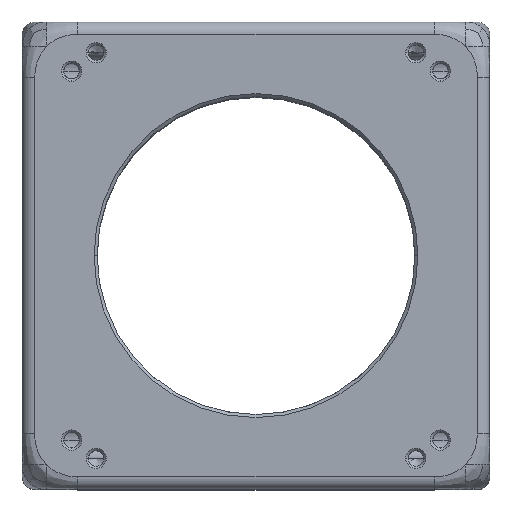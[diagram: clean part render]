
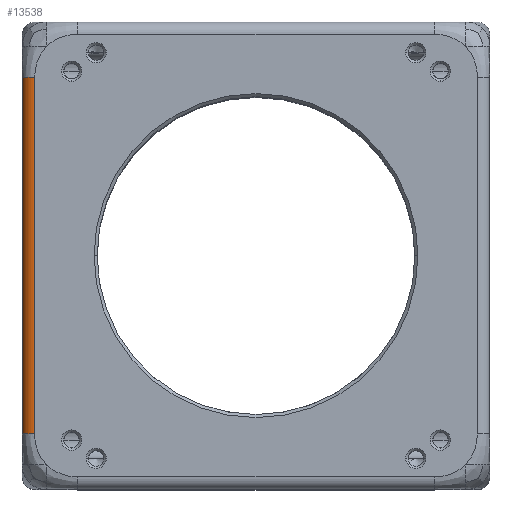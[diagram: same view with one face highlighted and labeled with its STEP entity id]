
A CAD part, top view. The second image highlights one B-rep face of the part: STEP entity #13538.
In plain terms, the highlighted cylindrical face has radius 2 mm (diameter 4 mm), a partial arc.
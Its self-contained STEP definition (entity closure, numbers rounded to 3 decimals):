
#195 = CARTESIAN_POINT ( 'NONE',  ( -37.948, -29., 74.523 ) ) ;
#224 = CARTESIAN_POINT ( 'NONE',  ( -36., -29., 76. ) ) ;
#665 = FACE_OUTER_BOUND ( 'NONE', #1283, .T. ) ;
#843 = VERTEX_POINT ( 'NONE', #224 ) ;
#997 = CARTESIAN_POINT ( 'NONE',  ( -36., 29., 76. ) ) ;
#1283 = EDGE_LOOP ( 'NONE', ( #19078, #10575, #6716, #22023 ) ) ;
#1884 = LINE ( 'NONE', #7126, #9837 ) ;
#2976 = B_SPLINE_CURVE_WITH_KNOTS ( 'NONE', 3,
 ( #29168, #18045, #27223, #24662, #6043, #15212, #24368, #195, #9196, #27670 ),
 .UNSPECIFIED., .F., .F.,
 ( 4, 2, 2, 2, 4 ),
 ( 0., 0.25, 0.5, 0.75, 1. ),
 .UNSPECIFIED. ) ;
#3496 = CARTESIAN_POINT ( 'NONE',  ( -36., 0., 74. ) ) ;
#3623 = VERTEX_POINT ( 'NONE', #997 ) ;
#3984 = EDGE_CURVE ( 'NONE', #843, #19163, #2976, .T. ) ;
#4056 = CARTESIAN_POINT ( 'NONE',  ( -37.007, 29., 75.748 ) ) ;
#5241 = EDGE_CURVE ( 'NONE', #3623, #18037, #17881, .T. ) ;
#5746 = DIRECTION ( 'NONE',  ( 0., 0., 1. ) ) ;
#6043 = CARTESIAN_POINT ( 'NONE',  ( -37.229, -29., 75.599 ) ) ;
#6716 = ORIENTED_EDGE ( 'NONE', *, *, #5241, .T. ) ;
#7126 = CARTESIAN_POINT ( 'NONE',  ( -36., 0., 76. ) ) ;
#8769 = AXIS2_PLACEMENT_3D ( 'NONE', #3496, #21673, #5746 ) ;
#9196 = CARTESIAN_POINT ( 'NONE',  ( -38., -29., 74.262 ) ) ;
#9837 = VECTOR ( 'NONE', #29661, 1000. ) ;
#10575 = ORIENTED_EDGE ( 'NONE', *, *, #10826, .T. ) ;
#10754 = DIRECTION ( 'NONE',  ( 0., -1., 0. ) ) ;
#10826 = EDGE_CURVE ( 'NONE', #843, #3623, #1884, .T. ) ;
#13303 = CARTESIAN_POINT ( 'NONE',  ( -38., -38., 74. ) ) ;
#13538 = ADVANCED_FACE ( 'NONE', ( #665 ), #23786, .T. ) ;
#14608 = CARTESIAN_POINT ( 'NONE',  ( -38., 29., 74. ) ) ;
#15212 = CARTESIAN_POINT ( 'NONE',  ( -37.599, -29., 75.229 ) ) ;
#15325 = CARTESIAN_POINT ( 'NONE',  ( -38., 29., 74. ) ) ;
#17862 = CARTESIAN_POINT ( 'NONE',  ( -37.229, 29., 75.599 ) ) ;
#17881 = B_SPLINE_CURVE_WITH_KNOTS ( 'NONE', 3,
 ( #26739, #22536, #27035, #4056, #17862, #19974, #29135, #20268, #26887, #15325 ),
 .UNSPECIFIED., .F., .F.,
 ( 4, 2, 2, 2, 4 ),
 ( 0., 0.25, 0.5, 0.75, 1. ),
 .UNSPECIFIED. ) ;
#18037 = VERTEX_POINT ( 'NONE', #14608 ) ;
#18045 = CARTESIAN_POINT ( 'NONE',  ( -36.262, -29., 76. ) ) ;
#18691 = CARTESIAN_POINT ( 'NONE',  ( -38., -29., 74. ) ) ;
#19078 = ORIENTED_EDGE ( 'NONE', *, *, #3984, .F. ) ;
#19127 = VECTOR ( 'NONE', #10754, 1000. ) ;
#19163 = VERTEX_POINT ( 'NONE', #18691 ) ;
#19974 = CARTESIAN_POINT ( 'NONE',  ( -37.599, 29., 75.229 ) ) ;
#20268 = CARTESIAN_POINT ( 'NONE',  ( -37.948, 29., 74.523 ) ) ;
#20345 = LINE ( 'NONE', #13303, #19127 ) ;
#21673 = DIRECTION ( 'NONE',  ( 0., 1., 0. ) ) ;
#22023 = ORIENTED_EDGE ( 'NONE', *, *, #22856, .T. ) ;
#22536 = CARTESIAN_POINT ( 'NONE',  ( -36.262, 29., 76. ) ) ;
#22856 = EDGE_CURVE ( 'NONE', #18037, #19163, #20345, .T. ) ;
#23786 = CYLINDRICAL_SURFACE ( 'NONE', #8769, 2. ) ;
#24368 = CARTESIAN_POINT ( 'NONE',  ( -37.748, -29., 75.007 ) ) ;
#24662 = CARTESIAN_POINT ( 'NONE',  ( -37.007, -29., 75.748 ) ) ;
#26739 = CARTESIAN_POINT ( 'NONE',  ( -36., 29., 76. ) ) ;
#26887 = CARTESIAN_POINT ( 'NONE',  ( -38., 29., 74.262 ) ) ;
#27035 = CARTESIAN_POINT ( 'NONE',  ( -36.523, 29., 75.948 ) ) ;
#27223 = CARTESIAN_POINT ( 'NONE',  ( -36.523, -29., 75.948 ) ) ;
#27670 = CARTESIAN_POINT ( 'NONE',  ( -38., -29., 74. ) ) ;
#29135 = CARTESIAN_POINT ( 'NONE',  ( -37.748, 29., 75.007 ) ) ;
#29168 = CARTESIAN_POINT ( 'NONE',  ( -36., -29., 76. ) ) ;
#29661 = DIRECTION ( 'NONE',  ( 0., 1., 0. ) ) ;
